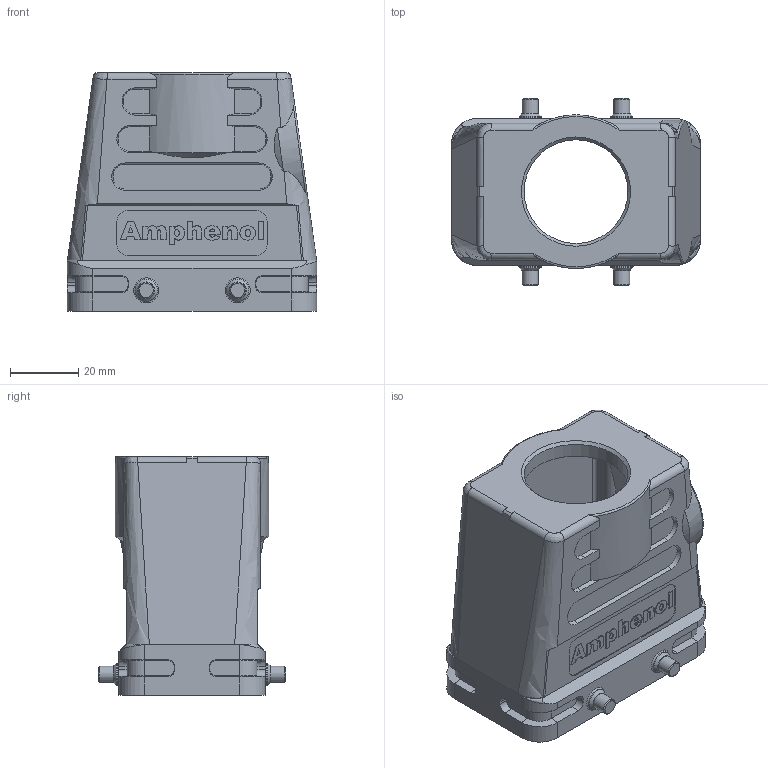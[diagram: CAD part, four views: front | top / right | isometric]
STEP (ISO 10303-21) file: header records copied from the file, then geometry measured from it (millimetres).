
FILE_DESCRIPTION(/* description */ (''),/* implementation_level */ '2;1');
FILE_NAME(/* name */ 'c3d_c146 21r010 600 8.stp',/* time_stamp */ '2018-05-17T08:09:22+02:00',/* author */ (''),/* organization */ (''),/* preprocessor_version */ 'ST-DEVELOPER v16',/* originating_system */ 'SIEMENS PLM Software NX 11.0',/* authorisation */ '');
FILE_SCHEMA (('AP203_CONFIGURATION_CONTROLLED_3D_DESIGN_OF_MECHANICAL_PARTS_AND_ASSEMBLIES_MIM_LF { 1 0 10303 403 2 1 2}'));
Length unit declared in the file: millimetre
Products named in the file (1): c146 21r010 600 8nxm001-05
Bounding box: 73 x 55 x 70 mm (x, y, z)
Volume: 47847.4 mm3; surface area: 32633.9 mm2
Topology: 1 solids, 1 shells, 385 faces, 994 edges, 630 vertices
Faces by surface type: plane 181, cylinder 85, bspline 47, cone 33, extrusion 23, torus 16
Full cylindrical faces by diameter (mm): 2.35 x4, 2.5 x4, 3.5 x4, 4.8 x4, 6.5 x4, 30.38 x1
Entity records: 14947 total; most frequent: CARTESIAN_POINT 4441, ORIENTED_EDGE 1850, DIRECTION 1594, EDGE_CURVE 925, VERTEX_POINT 617, AXIS2_PLACEMENT_3D 559, VECTOR 476, EDGE_LOOP 458
